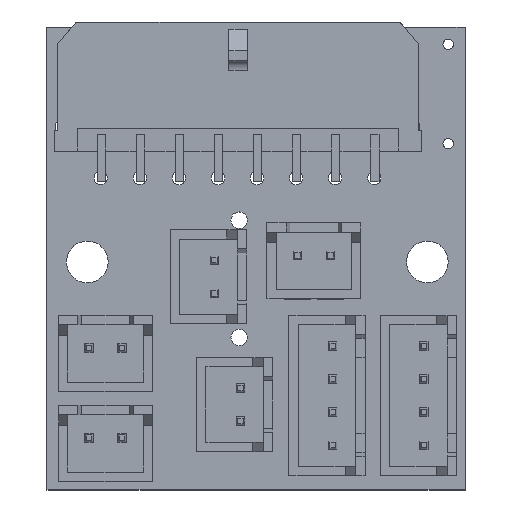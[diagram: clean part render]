
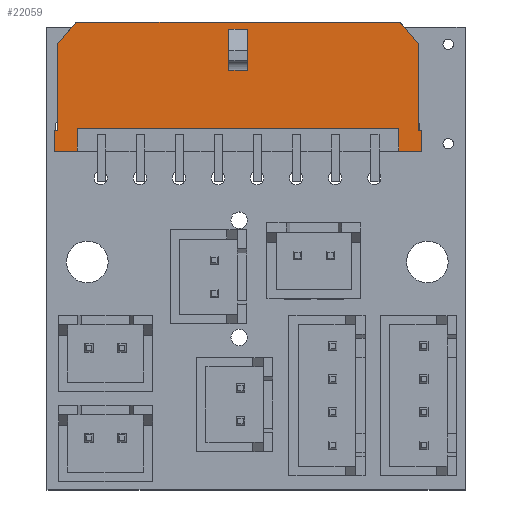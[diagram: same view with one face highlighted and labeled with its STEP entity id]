
A CAD part, top view. The second image highlights one B-rep face of the part: STEP entity #22059.
In plain terms, the highlighted face is planar.
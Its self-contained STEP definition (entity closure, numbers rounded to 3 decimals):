
#687=FACE_BOUND('',#2317,.T.);
#950=FACE_OUTER_BOUND('',#2316,.T.);
#2316=EDGE_LOOP('',(#15026,#15027,#15028,#15029,#15030,#15031,#15032,#15033,
#15034,#15035,#15036,#15037,#15038,#15039));
#2317=EDGE_LOOP('',(#15040,#15041,#15042,#15043));
#3657=LINE('',#30562,#6543);
#3736=LINE('',#30719,#6622);
#3756=LINE('',#30756,#6642);
#3764=LINE('',#30771,#6650);
#3768=LINE('',#30781,#6654);
#3769=LINE('',#30783,#6655);
#3770=LINE('',#30785,#6656);
#3771=LINE('',#30786,#6657);
#3772=LINE('',#30787,#6658);
#3773=LINE('',#30789,#6659);
#3774=LINE('',#30791,#6660);
#3775=LINE('',#30793,#6661);
#3776=LINE('',#30795,#6662);
#3777=LINE('',#30796,#6663);
#3778=LINE('',#30799,#6664);
#3779=LINE('',#30801,#6665);
#3780=LINE('',#30803,#6666);
#3781=LINE('',#30804,#6667);
#6543=VECTOR('',#25057,6.66);
#6622=VECTOR('',#25168,6.66);
#6642=VECTOR('',#25200,2.154);
#6650=VECTOR('',#25216,2.154);
#6654=VECTOR('',#25224,1.75);
#6655=VECTOR('',#25225,1.75);
#6656=VECTOR('',#25226,1.6);
#6657=VECTOR('',#25227,0.25);
#6658=VECTOR('',#25228,24.881);
#6659=VECTOR('',#25229,0.25);
#6660=VECTOR('',#25230,1.6);
#6661=VECTOR('',#25231,1.75);
#6662=VECTOR('',#25232,1.75);
#6663=VECTOR('',#25233,24.65);
#6664=VECTOR('',#25234,3.16);
#6665=VECTOR('',#25235,1.4);
#6666=VECTOR('',#25236,3.16);
#6667=VECTOR('',#25237,1.4);
#9465=VERTEX_POINT('',#30559);
#9466=VERTEX_POINT('',#30561);
#9527=VERTEX_POINT('',#30716);
#9528=VERTEX_POINT('',#30718);
#9539=VERTEX_POINT('',#30755);
#9542=VERTEX_POINT('',#30769);
#9545=VERTEX_POINT('',#30779);
#9546=VERTEX_POINT('',#30780);
#9547=VERTEX_POINT('',#30782);
#9548=VERTEX_POINT('',#30784);
#9549=VERTEX_POINT('',#30788);
#9550=VERTEX_POINT('',#30790);
#9551=VERTEX_POINT('',#30792);
#9552=VERTEX_POINT('',#30794);
#9553=VERTEX_POINT('',#30797);
#9554=VERTEX_POINT('',#30798);
#9555=VERTEX_POINT('',#30800);
#9556=VERTEX_POINT('',#30802);
#11532=EDGE_CURVE('',#9466,#9465,#3657,.T.);
#11611=EDGE_CURVE('',#9527,#9528,#3736,.T.);
#11631=EDGE_CURVE('',#9528,#9539,#3756,.T.);
#11639=EDGE_CURVE('',#9542,#9465,#3764,.T.);
#11643=EDGE_CURVE('',#9545,#9546,#3768,.T.);
#11644=EDGE_CURVE('',#9545,#9547,#3769,.T.);
#11645=EDGE_CURVE('',#9547,#9548,#3770,.T.);
#11646=EDGE_CURVE('',#9548,#9466,#3771,.T.);
#11647=EDGE_CURVE('',#9542,#9539,#3772,.T.);
#11648=EDGE_CURVE('',#9527,#9549,#3773,.T.);
#11649=EDGE_CURVE('',#9549,#9550,#3774,.T.);
#11650=EDGE_CURVE('',#9550,#9551,#3775,.T.);
#11651=EDGE_CURVE('',#9551,#9552,#3776,.T.);
#11652=EDGE_CURVE('',#9546,#9552,#3777,.T.);
#11653=EDGE_CURVE('',#9553,#9554,#3778,.T.);
#11654=EDGE_CURVE('',#9554,#9555,#3779,.T.);
#11655=EDGE_CURVE('',#9556,#9555,#3780,.T.);
#11656=EDGE_CURVE('',#9553,#9556,#3781,.T.);
#15026=ORIENTED_EDGE('',*,*,#11643,.F.);
#15027=ORIENTED_EDGE('',*,*,#11644,.T.);
#15028=ORIENTED_EDGE('',*,*,#11645,.T.);
#15029=ORIENTED_EDGE('',*,*,#11646,.T.);
#15030=ORIENTED_EDGE('',*,*,#11532,.T.);
#15031=ORIENTED_EDGE('',*,*,#11639,.F.);
#15032=ORIENTED_EDGE('',*,*,#11647,.T.);
#15033=ORIENTED_EDGE('',*,*,#11631,.F.);
#15034=ORIENTED_EDGE('',*,*,#11611,.F.);
#15035=ORIENTED_EDGE('',*,*,#11648,.T.);
#15036=ORIENTED_EDGE('',*,*,#11649,.T.);
#15037=ORIENTED_EDGE('',*,*,#11650,.T.);
#15038=ORIENTED_EDGE('',*,*,#11651,.T.);
#15039=ORIENTED_EDGE('',*,*,#11652,.F.);
#15040=ORIENTED_EDGE('',*,*,#11653,.T.);
#15041=ORIENTED_EDGE('',*,*,#11654,.T.);
#15042=ORIENTED_EDGE('',*,*,#11655,.F.);
#15043=ORIENTED_EDGE('',*,*,#11656,.F.);
#20869=PLANE('',#23520);
#22059=ADVANCED_FACE('',(#950,#687),#20869,.T.);
#23520=AXIS2_PLACEMENT_3D('',#30778,#25222,#25223);
#25057=DIRECTION('',(0.,0.,1.));
#25168=DIRECTION('',(0.,0.,1.));
#25200=DIRECTION('',(-0.643,0.,0.766));
#25216=DIRECTION('',(-0.643,0.,-0.766));
#25222=DIRECTION('center_axis',(0.,1.,0.));
#25223=DIRECTION('ref_axis',(0.,0.,1.));
#25224=DIRECTION('',(0.,0.,1.));
#25225=DIRECTION('',(-1.,0.,0.));
#25226=DIRECTION('',(0.,0.,1.));
#25227=DIRECTION('',(1.,0.,0.));
#25228=DIRECTION('',(1.,0.,0.));
#25229=DIRECTION('',(1.,0.,0.));
#25230=DIRECTION('',(0.,0.,-1.));
#25231=DIRECTION('',(-1.,0.,0.));
#25232=DIRECTION('',(0.,0.,1.));
#25233=DIRECTION('',(1.,0.,0.));
#25234=DIRECTION('',(0.,0.,-1.));
#25235=DIRECTION('',(1.,0.,0.));
#25236=DIRECTION('',(0.,0.,-1.));
#25237=DIRECTION('',(1.,0.,0.));
#30559=CARTESIAN_POINT('',(-13.825,3.43,3.305));
#30561=CARTESIAN_POINT('',(-13.825,3.43,-3.355));
#30562=CARTESIAN_POINT('',(-13.825,3.43,-3.355));
#30716=CARTESIAN_POINT('',(13.825,3.43,-3.355));
#30718=CARTESIAN_POINT('',(13.825,3.43,3.305));
#30719=CARTESIAN_POINT('',(13.825,3.43,-3.355));
#30755=CARTESIAN_POINT('',(12.44,3.43,4.955));
#30756=CARTESIAN_POINT('',(13.825,3.43,3.305));
#30769=CARTESIAN_POINT('',(-12.44,3.43,4.955));
#30771=CARTESIAN_POINT('',(-12.44,3.43,4.955));
#30778=CARTESIAN_POINT('Origin',(-13.825,3.43,-4.955));
#30779=CARTESIAN_POINT('',(-12.325,3.43,-4.955));
#30780=CARTESIAN_POINT('',(-12.325,3.43,-3.205));
#30781=CARTESIAN_POINT('',(-12.325,3.43,-4.955));
#30782=CARTESIAN_POINT('',(-14.075,3.43,-4.955));
#30783=CARTESIAN_POINT('',(-12.325,3.43,-4.955));
#30784=CARTESIAN_POINT('',(-14.075,3.43,-3.355));
#30785=CARTESIAN_POINT('',(-14.075,3.43,-4.955));
#30786=CARTESIAN_POINT('',(-14.075,3.43,-3.355));
#30787=CARTESIAN_POINT('',(-12.44,3.43,4.955));
#30788=CARTESIAN_POINT('',(14.075,3.43,-3.355));
#30789=CARTESIAN_POINT('',(13.825,3.43,-3.355));
#30790=CARTESIAN_POINT('',(14.075,3.43,-4.955));
#30791=CARTESIAN_POINT('',(14.075,3.43,-3.355));
#30792=CARTESIAN_POINT('',(12.325,3.43,-4.955));
#30793=CARTESIAN_POINT('',(14.075,3.43,-4.955));
#30794=CARTESIAN_POINT('',(12.325,3.43,-3.205));
#30795=CARTESIAN_POINT('',(12.325,3.43,-4.955));
#30796=CARTESIAN_POINT('',(-12.325,3.43,-3.205));
#30797=CARTESIAN_POINT('',(-0.7,3.43,4.415));
#30798=CARTESIAN_POINT('',(-0.7,3.43,1.255));
#30799=CARTESIAN_POINT('',(-0.7,3.43,4.415));
#30800=CARTESIAN_POINT('',(0.7,3.43,1.255));
#30801=CARTESIAN_POINT('',(-0.7,3.43,1.255));
#30802=CARTESIAN_POINT('',(0.7,3.43,4.415));
#30803=CARTESIAN_POINT('',(0.7,3.43,4.415));
#30804=CARTESIAN_POINT('',(-0.7,3.43,4.415));
